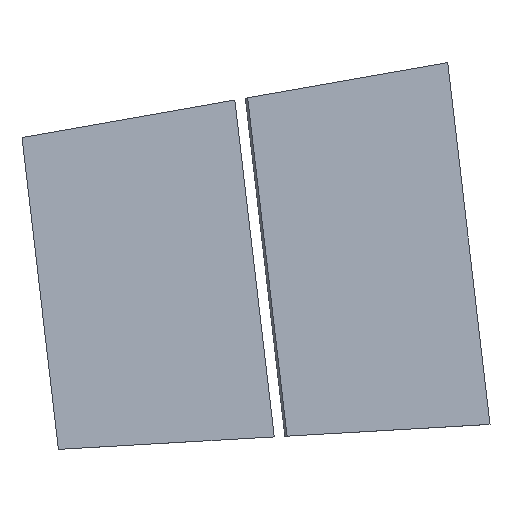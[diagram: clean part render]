
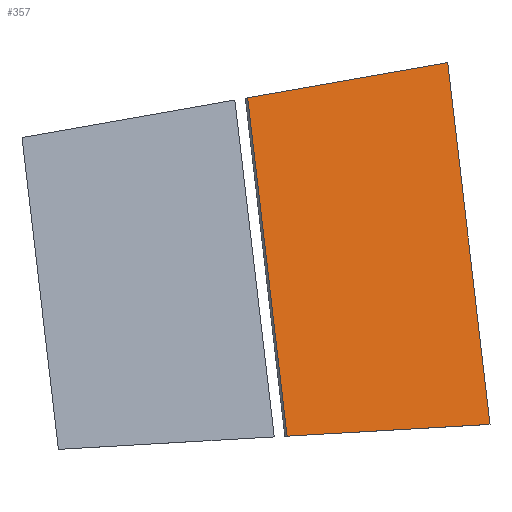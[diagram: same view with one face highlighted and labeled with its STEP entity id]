
A CAD part, top view. The second image highlights one B-rep face of the part: STEP entity #357.
In plain terms, the highlighted planar face has unit normal (0.229, 0.027, 0.973).
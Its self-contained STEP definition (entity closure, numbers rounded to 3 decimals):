
#357 = ADVANCED_FACE('',(#358),#372,.T.);
#358 = FACE_BOUND('',#359,.T.);
#359 = EDGE_LOOP('',(#360,#393,#419,#445));
#360 = ORIENTED_EDGE('',*,*,#361,.T.);
#361 = EDGE_CURVE('',#362,#364,#366,.T.);
#362 = VERTEX_POINT('',#363);
#363 = CARTESIAN_POINT('',(9741.807,1691.971,
    5712.685));
#364 = VERTEX_POINT('',#365);
#365 = CARTESIAN_POINT('',(9133.154,1584.649,
    5858.766));
#366 = SURFACE_CURVE('',#367,(#371,#382),.PCURVE_S1.);
#367 = LINE('',#368,#369);
#368 = CARTESIAN_POINT('',(1779.,287.913,
    7623.813));
#369 = VECTOR('',#370,1.);
#370 = DIRECTION('',(-0.958,-0.169,0.23));
#371 = PCURVE('',#372,#377);
#372 = PLANE('',#373);
#373 = AXIS2_PLACEMENT_3D('',#374,#375,#376);
#374 = CARTESIAN_POINT('',(1792.573,209.521,
    7622.775));
#375 = DIRECTION('',(0.229,0.027,0.973));
#376 = DIRECTION('',(0.973,0.,-0.229)
  );
#377 = DEFINITIONAL_REPRESENTATION('',(#378),#381);
#378 = B_SPLINE_CURVE_WITH_KNOTS('',1,(#379,#380),.UNSPECIFIED.,.F.,.F.,
  (2,2),(-12175250.937,12175223.643),
  .PIECEWISE_BEZIER_KNOTS.);
#379 = CARTESIAN_POINT('',(12000000.,2058333.159));
#380 = CARTESIAN_POINT('',(-12000000.,-2058171.706));
#381 = ( GEOMETRIC_REPRESENTATION_CONTEXT(2) 
PARAMETRIC_REPRESENTATION_CONTEXT() REPRESENTATION_CONTEXT('2D SPACE',''
  ) );
#382 = PCURVE('',#383,#388);
#383 = PLANE('',#384);
#384 = AXIS2_PLACEMENT_3D('',#385,#386,#387);
#385 = CARTESIAN_POINT('',(4.407,-24.996,0.));
#386 = DIRECTION('',(0.174,-0.985,0.));
#387 = DIRECTION('',(0.,0.,-1.));
#388 = DEFINITIONAL_REPRESENTATION('',(#389),#392);
#389 = B_SPLINE_CURVE_WITH_KNOTS('',1,(#390,#391),.UNSPECIFIED.,.F.,.F.,
  (2,2),(-12175250.937,12175223.643),
  .PIECEWISE_BEZIER_KNOTS.);
#390 = CARTESIAN_POINT('',(2792958.638,11850577.151));
#391 = CARTESIAN_POINT('',(-2808199.985,-11846946.652));
#392 = ( GEOMETRIC_REPRESENTATION_CONTEXT(2) 
PARAMETRIC_REPRESENTATION_CONTEXT() REPRESENTATION_CONTEXT('2D SPACE',''
  ) );
#393 = ORIENTED_EDGE('',*,*,#394,.F.);
#394 = EDGE_CURVE('',#395,#364,#397,.T.);
#395 = VERTEX_POINT('',#396);
#396 = CARTESIAN_POINT('',(9253.438,555.554,
    5858.766));
#397 = SURFACE_CURVE('',#398,(#402,#408),.PCURVE_S1.);
#398 = LINE('',#399,#400);
#399 = CARTESIAN_POINT('',(9193.04,1072.292,
    5858.766));
#400 = VECTOR('',#401,1.);
#401 = DIRECTION('',(-0.116,0.993,0.));
#402 = PCURVE('',#372,#403);
#403 = DEFINITIONAL_REPRESENTATION('',(#404),#407);
#404 = B_SPLINE_CURVE_WITH_KNOTS('',1,(#405,#406),.UNSPECIFIED.,.F.,.F.,
  (2,2),(-700.08,765.844),.PIECEWISE_BEZIER_KNOTS.);
#405 = CARTESIAN_POINT('',(7686.883,167.483));
#406 = CARTESIAN_POINT('',(7521.218,1624.016));
#407 = ( GEOMETRIC_REPRESENTATION_CONTEXT(2) 
PARAMETRIC_REPRESENTATION_CONTEXT() REPRESENTATION_CONTEXT('2D SPACE',''
  ) );
#408 = PCURVE('',#409,#414);
#409 = PLANE('',#410);
#410 = AXIS2_PLACEMENT_3D('',#411,#412,#413);
#411 = CARTESIAN_POINT('',(9027.479,1050.72,
    5153.641));
#412 = DIRECTION('',(-0.967,-0.113,0.23));
#413 = DIRECTION('',(-0.232,0.,-0.973));
#414 = DEFINITIONAL_REPRESENTATION('',(#415),#418);
#415 = B_SPLINE_CURVE_WITH_KNOTS('',1,(#416,#417),.UNSPECIFIED.,.F.,.F.,
  (2,2),(-700.08,765.844),.PIECEWISE_BEZIER_KNOTS.);
#416 = CARTESIAN_POINT('',(-743.142,678.116));
#417 = CARTESIAN_POINT('',(-703.681,-787.277));
#418 = ( GEOMETRIC_REPRESENTATION_CONTEXT(2) 
PARAMETRIC_REPRESENTATION_CONTEXT() REPRESENTATION_CONTEXT('2D SPACE',''
  ) );
#419 = ORIENTED_EDGE('',*,*,#420,.F.);
#420 = EDGE_CURVE('',#421,#395,#423,.T.);
#421 = VERTEX_POINT('',#422);
#422 = CARTESIAN_POINT('',(9870.435,591.49,
    5712.685));
#423 = SURFACE_CURVE('',#424,(#428,#434),.PCURVE_S1.);
#424 = LINE('',#425,#426);
#425 = CARTESIAN_POINT('',(1797.983,121.323,
    7623.927));
#426 = VECTOR('',#427,1.);
#427 = DIRECTION('',(-0.972,-0.057,0.23)
  );
#428 = PCURVE('',#372,#429);
#429 = DEFINITIONAL_REPRESENTATION('',(#430),#433);
#430 = B_SPLINE_CURVE_WITH_KNOTS('',1,(#431,#432),.UNSPECIFIED.,.F.,.F.,
  (2,2),(-12019266.692,12019276.713),
  .PIECEWISE_BEZIER_KNOTS.);
#431 = CARTESIAN_POINT('',(12000000.,680273.339));
#432 = CARTESIAN_POINT('',(-12000000.,-680450.366));
#433 = ( GEOMETRIC_REPRESENTATION_CONTEXT(2) 
PARAMETRIC_REPRESENTATION_CONTEXT() REPRESENTATION_CONTEXT('2D SPACE',''
  ) );
#434 = PCURVE('',#435,#440);
#435 = PLANE('',#436);
#436 = AXIS2_PLACEMENT_3D('',#437,#438,#439);
#437 = CARTESIAN_POINT('',(-0.964,16.547,0.));
#438 = DIRECTION('',(0.058,-0.998,0.));
#439 = DIRECTION('',(0.,0.,-1.));
#440 = DEFINITIONAL_REPRESENTATION('',(#441),#444);
#441 = B_SPLINE_CURVE_WITH_KNOTS('',1,(#442,#443),.UNSPECIFIED.,.F.,.F.,
  (2,2),(-12019266.692,12019276.713),
  .PIECEWISE_BEZIER_KNOTS.);
#442 = CARTESIAN_POINT('',(2757078.685,11698775.59));
#443 = CARTESIAN_POINT('',(-2772328.845,-11695181.351));
#444 = ( GEOMETRIC_REPRESENTATION_CONTEXT(2) 
PARAMETRIC_REPRESENTATION_CONTEXT() REPRESENTATION_CONTEXT('2D SPACE',''
  ) );
#445 = ORIENTED_EDGE('',*,*,#446,.F.);
#446 = EDGE_CURVE('',#362,#421,#447,.T.);
#447 = SURFACE_CURVE('',#448,(#452,#458),.PCURVE_S1.);
#448 = LINE('',#449,#450);
#449 = CARTESIAN_POINT('',(9805.353,1148.301,
    5712.685));
#450 = VECTOR('',#451,1.);
#451 = DIRECTION('',(0.116,-0.993,0.)
  );
#452 = PCURVE('',#372,#453);
#453 = DEFINITIONAL_REPRESENTATION('',(#454),#457);
#454 = B_SPLINE_CURVE_WITH_KNOTS('',1,(#455,#456),.UNSPECIFIED.,.F.,.F.,
  (2,2),(-670.828,758.118),.PIECEWISE_BEZIER_KNOTS.);
#455 = CARTESIAN_POINT('',(8161.449,1605.646));
#456 = CARTESIAN_POINT('',(8322.935,185.854));
#457 = ( GEOMETRIC_REPRESENTATION_CONTEXT(2) 
PARAMETRIC_REPRESENTATION_CONTEXT() REPRESENTATION_CONTEXT('2D SPACE',''
  ) );
#458 = PCURVE('',#459,#464);
#459 = PLANE('',#460);
#460 = AXIS2_PLACEMENT_3D('',#461,#462,#463);
#461 = CARTESIAN_POINT('',(1479.559,177.376,
    -10996.864));
#462 = DIRECTION('',(0.888,0.104,-0.448));
#463 = DIRECTION('',(-0.451,0.,-0.893
    ));
#464 = DEFINITIONAL_REPRESENTATION('',(#465),#468);
#465 = B_SPLINE_CURVE_WITH_KNOTS('',1,(#466,#467),.UNSPECIFIED.,.F.,.F.,
  (2,2),(-670.828,758.118),.PIECEWISE_BEZIER_KNOTS.);
#466 = CARTESIAN_POINT('',(-18633.518,1646.103));
#467 = CARTESIAN_POINT('',(-18708.304,219.115));
#468 = ( GEOMETRIC_REPRESENTATION_CONTEXT(2) 
PARAMETRIC_REPRESENTATION_CONTEXT() REPRESENTATION_CONTEXT('2D SPACE',''
  ) );
